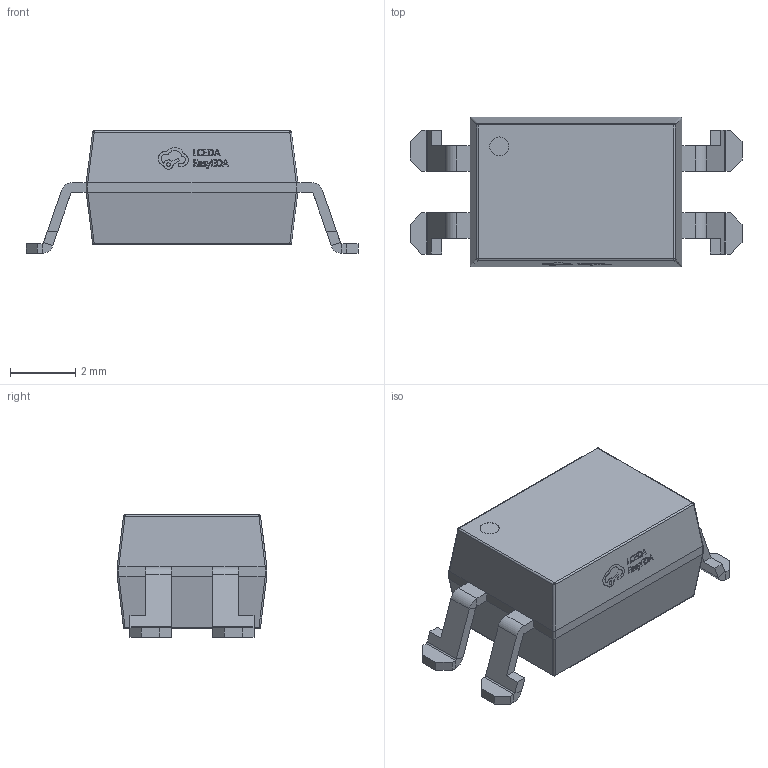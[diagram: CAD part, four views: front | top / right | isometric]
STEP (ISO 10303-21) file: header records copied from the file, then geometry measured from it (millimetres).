
FILE_DESCRIPTION(('FreeCAD Model'),'2;1');
FILE_NAME('Open CASCADE Shape Model','2024-03-25T10:51:57',(''),(''), 'Open CASCADE STEP processor 7.6','FreeCAD','Unknown');
FILE_SCHEMA(('AUTOMOTIVE_DESIGN { 1 0 10303 214 1 1 1 1 }'));
Length unit declared in the file: millimetre
Products named in the file (3): U1; OPTO-SMD-4_L4.6-W6.5-P2.54-LS10.3-TL; SOLID
Assembly tree (2 placements, depth 3):
  U1
    OPTO-SMD-4_L4.6-W6.5-P2.54-LS10.3-TL
      SOLID
Bounding box: 10.2 x 4.6 x 3.77 mm (x, y, z)
Volume: 101.2 mm3; surface area: 157.3 mm2
Topology: 1 solids, 1 shells, 424 faces, 1097 edges, 702 vertices
Faces by surface type: plane 266, bspline 112, cylinder 38, sphere 8
Entity records: 15012 total; most frequent: CARTESIAN_POINT 4402, ORIENTED_EDGE 2194, DIRECTION 1535, EDGE_CURVE 1097, LINE 785, VECTOR 785, VERTEX_POINT 702, FACE_BOUND 451
